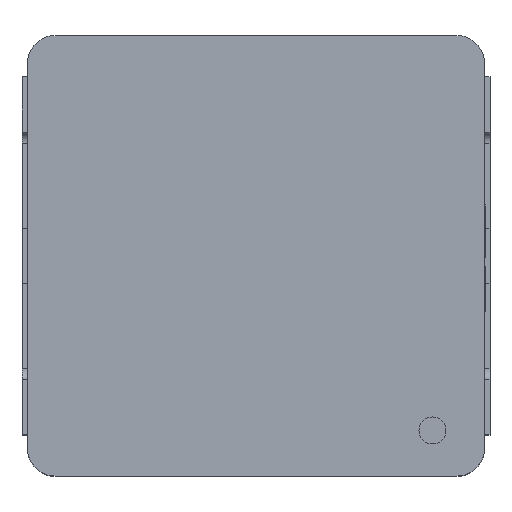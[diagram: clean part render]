
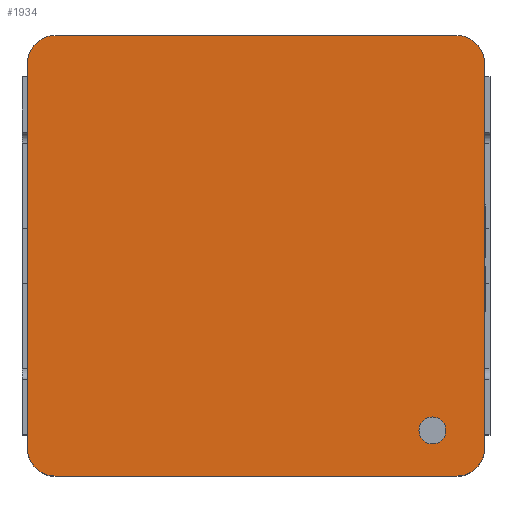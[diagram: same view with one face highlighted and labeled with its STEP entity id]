
A CAD part, top view. The second image highlights one B-rep face of the part: STEP entity #1934.
In plain terms, the highlighted planar face has unit normal (0, 0, 1).
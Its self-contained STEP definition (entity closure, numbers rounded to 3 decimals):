
#105 = CARTESIAN_POINT ( 'NONE',  ( 3.204, -3.172, 3.95 ) ) ;
#270 = AXIS2_PLACEMENT_3D ( 'NONE', #7681, #13513, #17068 ) ;
#474 = VECTOR ( 'NONE', #6567, 1000. ) ;
#531 = AXIS2_PLACEMENT_3D ( 'NONE', #7025, #15114, #12429 ) ;
#673 = EDGE_CURVE ( 'NONE', #10616, #10733, #2813, .T. ) ;
#693 = VERTEX_POINT ( 'NONE', #13402 ) ;
#835 = AXIS2_PLACEMENT_3D ( 'NONE', #8239, #13486, #1257 ) ;
#1257 = DIRECTION ( 'NONE',  ( 1., 0., 0. ) ) ;
#1269 = DIRECTION ( 'NONE',  ( 1., 0., 0. ) ) ;
#1766 = EDGE_CURVE ( 'NONE', #16123, #14781, #3395, .T. ) ;
#1841 = CARTESIAN_POINT ( 'NONE',  ( 4.15, 3.5, 3.95 ) ) ;
#1934 = ADVANCED_FACE ( 'NONE', ( #15891, #2441 ), #7831, .T. ) ;
#2232 = LINE ( 'NONE', #14556, #474 ) ;
#2441 = FACE_OUTER_BOUND ( 'NONE', #14610, .T. ) ;
#2674 = VERTEX_POINT ( 'NONE', #9175 ) ;
#2793 = EDGE_CURVE ( 'NONE', #7585, #16123, #17160, .T. ) ;
#2813 = CIRCLE ( 'NONE', #835, 0.5 ) ;
#2986 = EDGE_CURVE ( 'NONE', #10733, #3205, #12238, .T. ) ;
#3165 = CARTESIAN_POINT ( 'NONE',  ( 4.15, -3.5, 3.95 ) ) ;
#3205 = VERTEX_POINT ( 'NONE', #9198 ) ;
#3395 = CIRCLE ( 'NONE', #16392, 0.5 ) ;
#3735 = DIRECTION ( 'NONE',  ( 0., 1., 0. ) ) ;
#3867 = EDGE_CURVE ( 'NONE', #12364, #7585, #7317, .T. ) ;
#4219 = CARTESIAN_POINT ( 'NONE',  ( -4.15, 4., 3.95 ) ) ;
#4583 = ORIENTED_EDGE ( 'NONE', *, *, #1766, .T. ) ;
#4657 = ORIENTED_EDGE ( 'NONE', *, *, #15022, .T. ) ;
#5066 = CARTESIAN_POINT ( 'NONE',  ( 4.15, 4., 3.95 ) ) ;
#5284 = DIRECTION ( 'NONE',  ( 0., 0., 1. ) ) ;
#6006 = ORIENTED_EDGE ( 'NONE', *, *, #673, .T. ) ;
#6015 = CARTESIAN_POINT ( 'NONE',  ( 3.65, -3.5, 3.95 ) ) ;
#6103 = DIRECTION ( 'NONE',  ( 0., 0., 1. ) ) ;
#6567 = DIRECTION ( 'NONE',  ( 1., 0., 0. ) ) ;
#6677 = CARTESIAN_POINT ( 'NONE',  ( 3.65, 4., 3.95 ) ) ;
#6929 = DIRECTION ( 'NONE',  ( 0., 0., 1. ) ) ;
#7025 = CARTESIAN_POINT ( 'NONE',  ( 0., 0., 3.95 ) ) ;
#7071 = ORIENTED_EDGE ( 'NONE', *, *, #2793, .T. ) ;
#7101 = CARTESIAN_POINT ( 'NONE',  ( 3.65, -4., 3.95 ) ) ;
#7178 = DIRECTION ( 'NONE',  ( 0., -1., 0. ) ) ;
#7317 = CIRCLE ( 'NONE', #17228, 0.5 ) ;
#7585 = VERTEX_POINT ( 'NONE', #3165 ) ;
#7681 = CARTESIAN_POINT ( 'NONE',  ( 3.204, -3.172, 3.95 ) ) ;
#7831 = PLANE ( 'NONE',  #531 ) ;
#8007 = VECTOR ( 'NONE', #7178, 1000. ) ;
#8239 = CARTESIAN_POINT ( 'NONE',  ( -3.65, 3.5, 3.95 ) ) ;
#8355 = CARTESIAN_POINT ( 'NONE',  ( -4.15, 4., 3.95 ) ) ;
#9051 = CARTESIAN_POINT ( 'NONE',  ( -3.65, -3.5, 3.95 ) ) ;
#9175 = CARTESIAN_POINT ( 'NONE',  ( 3.448, -3.172, 3.95 ) ) ;
#9198 = CARTESIAN_POINT ( 'NONE',  ( -4.15, -3.5, 3.95 ) ) ;
#9499 = DIRECTION ( 'NONE',  ( 1., 0., 0. ) ) ;
#9504 = EDGE_CURVE ( 'NONE', #14781, #10616, #15215, .T. ) ;
#9554 = AXIS2_PLACEMENT_3D ( 'NONE', #105, #6929, #9499 ) ;
#10422 = EDGE_CURVE ( 'NONE', #2674, #693, #16402, .T. ) ;
#10616 = VERTEX_POINT ( 'NONE', #11789 ) ;
#10733 = VERTEX_POINT ( 'NONE', #12313 ) ;
#10975 = CARTESIAN_POINT ( 'NONE',  ( -3.65, -4., 3.95 ) ) ;
#11108 = ORIENTED_EDGE ( 'NONE', *, *, #3867, .T. ) ;
#11130 = ORIENTED_EDGE ( 'NONE', *, *, #9504, .T. ) ;
#11514 = EDGE_CURVE ( 'NONE', #3205, #13899, #14957, .T. ) ;
#11752 = ORIENTED_EDGE ( 'NONE', *, *, #2986, .T. ) ;
#11789 = CARTESIAN_POINT ( 'NONE',  ( -3.65, 4., 3.95 ) ) ;
#12238 = LINE ( 'NONE', #4219, #8007 ) ;
#12313 = CARTESIAN_POINT ( 'NONE',  ( -4.15, 3.5, 3.95 ) ) ;
#12364 = VERTEX_POINT ( 'NONE', #7101 ) ;
#12370 = ORIENTED_EDGE ( 'NONE', *, *, #15576, .F. ) ;
#12429 = DIRECTION ( 'NONE',  ( 1., 0., 0. ) ) ;
#12609 = DIRECTION ( 'NONE',  ( -1., 0., 0. ) ) ;
#12916 = EDGE_LOOP ( 'NONE', ( #14918, #12370 ) ) ;
#13066 = DIRECTION ( 'NONE',  ( 1., 0., 0. ) ) ;
#13250 = CIRCLE ( 'NONE', #9554, 0.245 ) ;
#13402 = CARTESIAN_POINT ( 'NONE',  ( 2.959, -3.172, 3.95 ) ) ;
#13486 = DIRECTION ( 'NONE',  ( 0., 0., 1. ) ) ;
#13513 = DIRECTION ( 'NONE',  ( 0., 0., 1. ) ) ;
#13813 = AXIS2_PLACEMENT_3D ( 'NONE', #9051, #5284, #1269 ) ;
#13899 = VERTEX_POINT ( 'NONE', #10975 ) ;
#14149 = CARTESIAN_POINT ( 'NONE',  ( 3.65, 3.5, 3.95 ) ) ;
#14556 = CARTESIAN_POINT ( 'NONE',  ( -4.15, -4., 3.95 ) ) ;
#14610 = EDGE_LOOP ( 'NONE', ( #11752, #16310, #4657, #11108, #7071, #4583, #11130, #6006 ) ) ;
#14781 = VERTEX_POINT ( 'NONE', #6677 ) ;
#14918 = ORIENTED_EDGE ( 'NONE', *, *, #10422, .F. ) ;
#14957 = CIRCLE ( 'NONE', #13813, 0.5 ) ;
#15018 = VECTOR ( 'NONE', #3735, 1000. ) ;
#15022 = EDGE_CURVE ( 'NONE', #13899, #12364, #2232, .T. ) ;
#15114 = DIRECTION ( 'NONE',  ( 0., 0., 1. ) ) ;
#15215 = LINE ( 'NONE', #8355, #17495 ) ;
#15576 = EDGE_CURVE ( 'NONE', #693, #2674, #13250, .T. ) ;
#15891 = FACE_BOUND ( 'NONE', #12916, .T. ) ;
#16123 = VERTEX_POINT ( 'NONE', #1841 ) ;
#16310 = ORIENTED_EDGE ( 'NONE', *, *, #11514, .T. ) ;
#16392 = AXIS2_PLACEMENT_3D ( 'NONE', #14149, #17130, #13066 ) ;
#16402 = CIRCLE ( 'NONE', #270, 0.245 ) ;
#16625 = DIRECTION ( 'NONE',  ( 1., 0., 0. ) ) ;
#17068 = DIRECTION ( 'NONE',  ( 1., 0., 0. ) ) ;
#17130 = DIRECTION ( 'NONE',  ( 0., 0., 1. ) ) ;
#17160 = LINE ( 'NONE', #5066, #15018 ) ;
#17228 = AXIS2_PLACEMENT_3D ( 'NONE', #6015, #6103, #16625 ) ;
#17495 = VECTOR ( 'NONE', #12609, 1000. ) ;
